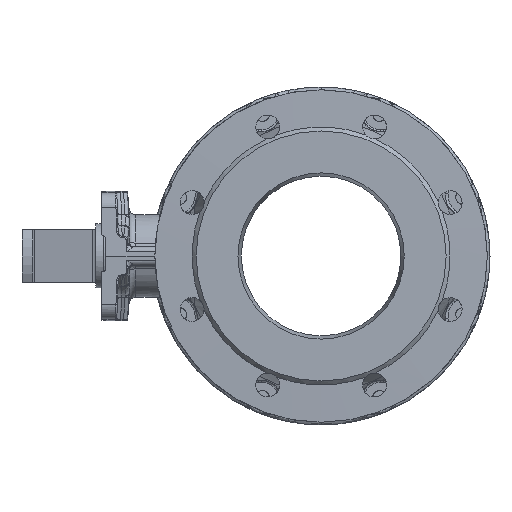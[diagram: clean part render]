
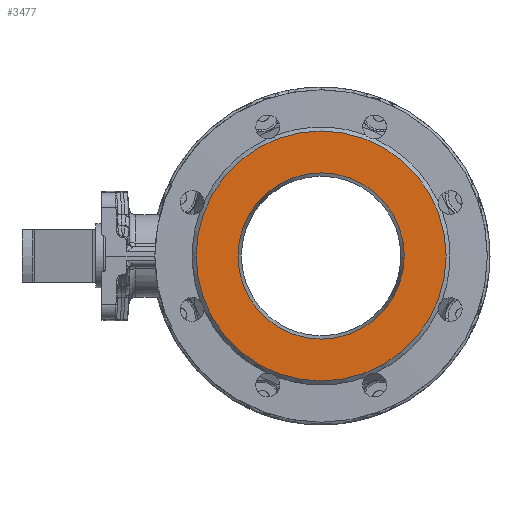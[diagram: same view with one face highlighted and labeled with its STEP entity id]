
A CAD part, left-side view. The second image highlights one B-rep face of the part: STEP entity #3477.
In plain terms, the highlighted planar face has unit normal (-1, 0, 0).
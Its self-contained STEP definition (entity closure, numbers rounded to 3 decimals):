
#3477 = ADVANCED_FACE( 'NONE', ( #7656, #7657 ), #7658, .T. );
#7656 = FACE_OUTER_BOUND( '', #26000, .T. );
#7657 = FACE_BOUND( '', #26001, .T. );
#7658 = PLANE( '', #26002 );
#26000 = EDGE_LOOP( '', ( #42084 ) );
#26001 = EDGE_LOOP( '', ( #42085 ) );
#26002 = AXIS2_PLACEMENT_3D( '', #42086, #42087, #42088 );
#42084 = ORIENTED_EDGE( '', *, *, #50041, .F. );
#42085 = ORIENTED_EDGE( '', *, *, #49637, .T. );
#42086 = CARTESIAN_POINT( '', ( -92., -94., 0. ) );
#42087 = DIRECTION( '', ( -1., 0., 0. ) );
#42088 = DIRECTION( '', ( 0., 0., 1. ) );
#49637 = EDGE_CURVE( 'NONE', #56696, #56696, #56697, .T. );
#50041 = EDGE_CURVE( 'NONE', #57244, #57244, #57245, .T. );
#56696 = VERTEX_POINT( '', #78179 );
#56697 = CIRCLE( '', #78180, 62.5 );
#57244 = VERTEX_POINT( '', #80135 );
#57245 = CIRCLE( '', #80136, 94. );
#78179 = CARTESIAN_POINT( '', ( -92., 0., -62.5 ) );
#78180 = AXIS2_PLACEMENT_3D( '', #91391, #91392, #91393 );
#80135 = CARTESIAN_POINT( '', ( -92., 0., -94. ) );
#80136 = AXIS2_PLACEMENT_3D( '', #91755, #91756, #91757 );
#91391 = CARTESIAN_POINT( '', ( -92., 0., 0. ) );
#91392 = DIRECTION( '', ( 1., 0., 0. ) );
#91393 = DIRECTION( '', ( 0., 0., -1. ) );
#91755 = CARTESIAN_POINT( '', ( -92., 0., 0. ) );
#91756 = DIRECTION( '', ( 1., 0., 0. ) );
#91757 = DIRECTION( '', ( 0., 0., -1. ) );
